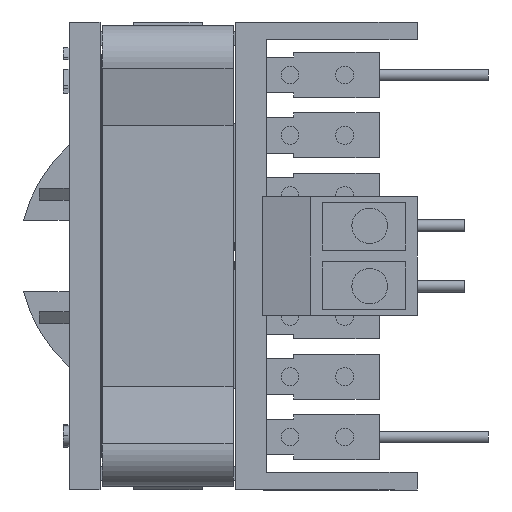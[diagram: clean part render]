
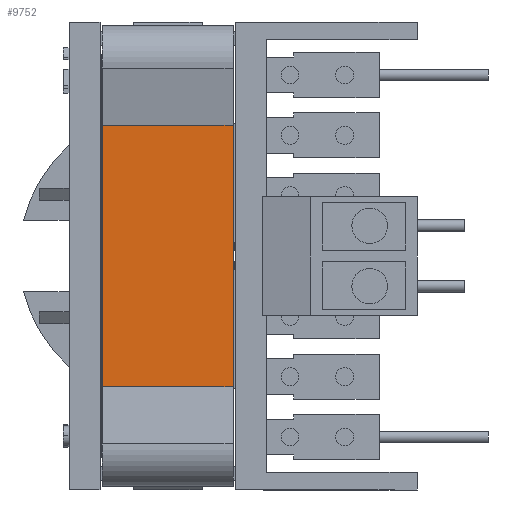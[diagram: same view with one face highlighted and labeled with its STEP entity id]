
A CAD part, left-side view. The second image highlights one B-rep face of the part: STEP entity #9752.
In plain terms, the highlighted planar face has unit normal (-1, 0, 0).
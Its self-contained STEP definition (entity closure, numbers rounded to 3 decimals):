
#597=FACE_OUTER_BOUND('',#1135,.T.);
#1135=EDGE_LOOP('',(#6744,#6745,#6746,#6747));
#1759=LINE('',#14076,#2879);
#1768=LINE('',#14098,#2888);
#1802=LINE('',#14166,#2922);
#1803=LINE('',#14168,#2923);
#2879=VECTOR('',#11437,1000.);
#2888=VECTOR('',#11452,1000.);
#2922=VECTOR('',#11512,1000.);
#2923=VECTOR('',#11515,1000.);
#4017=VERTEX_POINT('',#14073);
#4018=VERTEX_POINT('',#14075);
#4027=VERTEX_POINT('',#14095);
#4028=VERTEX_POINT('',#14097);
#5046=EDGE_CURVE('',#4017,#4018,#1759,.T.);
#5057=EDGE_CURVE('',#4028,#4027,#1768,.T.);
#5094=EDGE_CURVE('',#4017,#4028,#1802,.T.);
#5095=EDGE_CURVE('',#4018,#4027,#1803,.T.);
#6744=ORIENTED_EDGE('',*,*,#5057,.T.);
#6745=ORIENTED_EDGE('',*,*,#5095,.F.);
#6746=ORIENTED_EDGE('',*,*,#5046,.F.);
#6747=ORIENTED_EDGE('',*,*,#5094,.T.);
#9176=PLANE('',#10374);
#9752=ADVANCED_FACE('',(#597),#9176,.F.);
#10374=AXIS2_PLACEMENT_3D('',#14167,#11513,#11514);
#11437=DIRECTION('',(0.,0.,-1.));
#11452=DIRECTION('',(0.,0.,-1.));
#11512=DIRECTION('',(0.,1.,0.));
#11513=DIRECTION('center_axis',(1.,0.,0.));
#11514=DIRECTION('ref_axis',(0.,0.,1.));
#11515=DIRECTION('',(0.,1.,0.));
#14073=CARTESIAN_POINT('',(-30.3,15.5,26.24));
#14075=CARTESIAN_POINT('',(-30.3,15.5,4.24));
#14076=CARTESIAN_POINT('',(-30.3,15.5,4.24));
#14095=CARTESIAN_POINT('',(-30.3,26.5,4.24));
#14097=CARTESIAN_POINT('',(-30.3,26.5,26.24));
#14098=CARTESIAN_POINT('',(-30.3,26.5,4.24));
#14166=CARTESIAN_POINT('',(-30.3,15.5,26.24));
#14167=CARTESIAN_POINT('Origin',(-30.3,15.5,4.24));
#14168=CARTESIAN_POINT('',(-30.3,15.5,4.24));
